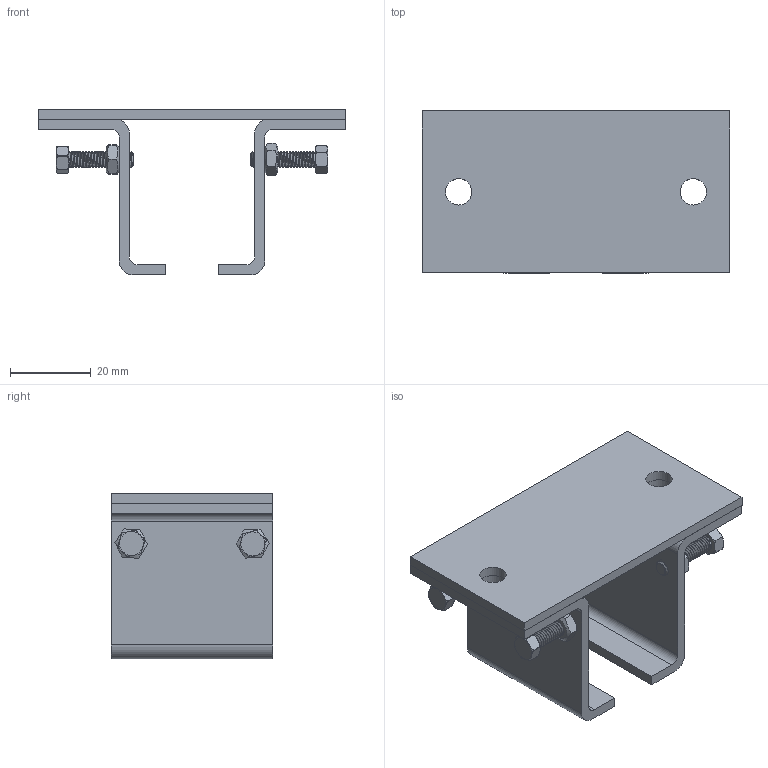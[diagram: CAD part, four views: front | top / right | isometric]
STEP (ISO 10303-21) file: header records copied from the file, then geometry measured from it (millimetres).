
FILE_DESCRIPTION((''),'2;1');
FILE_NAME('3634M.stp','2011-03-15T16:44:58',('Didierr'),(''),'Autodesk Inventor 2011','Autodesk Inventor 2011','');
FILE_SCHEMA(('AUTOMOTIVE_DESIGN { 1 0 10303 214 1 1 1 1 }'));
Length unit declared in the file: millimetre
Products named in the file (5): 3634M; 15359; 15360; ISO 4032  (Taraudage usuel) M4; vis TH M4x16
Assembly tree (11 placements, depth 2):
  3634M
    15359  x2
    15360
    ISO 4032  (Taraudage usuel) M4  x4
    vis TH M4x16  x4
Bounding box: 76 x 40 x 41 mm (x, y, z)
Volume: 20733.2 mm3; surface area: 20597.4 mm2
Topology: 7 solids, 11 shells, 182 faces, 660 edges, 484 vertices
Faces by surface type: plane 98, cylinder 48, cone 20, bspline 8, torus 8
Full cylindrical faces by diameter (mm): 3.1 x4, 3.242 x8, 6.5 x4
Entity records: 5272 total; most frequent: CARTESIAN_POINT 3715, DIRECTION 296, ORIENTED_EDGE 268, EDGE_CURVE 134, AXIS2_PLACEMENT_3D 118, VERTEX_POINT 97, EDGE_LOOP 93, FACE_OUTER_BOUND 61
